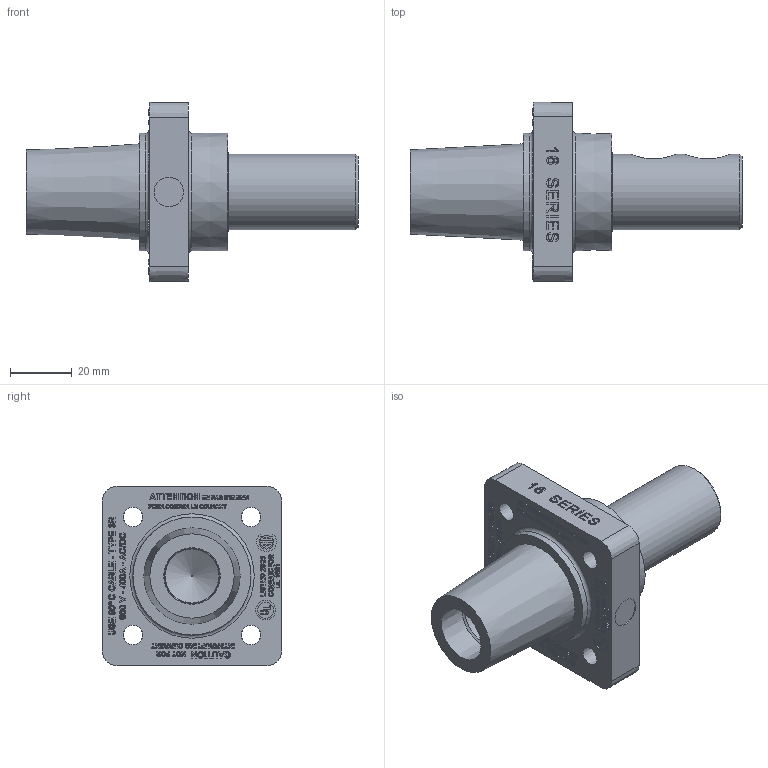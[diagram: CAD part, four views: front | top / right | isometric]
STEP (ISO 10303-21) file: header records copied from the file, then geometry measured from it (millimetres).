
FILE_DESCRIPTION (( 'STEP AP214' ), '1' );
FILE_NAME ('CATSTD-16R22-0UX-M01.STEP', '2021-06-14T14:45:42', ( '' ), ( '' ), 'SwSTEP 2.0', 'SolidWorks 2020', '' );
FILE_SCHEMA (( 'AUTOMOTIVE_DESIGN' ));
Length unit declared in the file: inch
Products named in the file (1): CATSTD-16R22-0UX-M01
Bounding box: 107.3 x 57.94 x 57.94 mm (x, y, z)
Volume: 84025.3 mm3; surface area: 22944.9 mm2
Topology: 1 solids, 2 shells, 1986 faces, 5289 edges, 3527 vertices
Faces by surface type: plane 1221, bspline 666, cylinder 71, cone 25, torus 3
Full cylindrical faces by diameter (mm): 0.508 x1, 1.016 x1, 1.905 x1, 3.969 x1, 4.039 x1, 5.174 x1, 6.325 x4, 6.35 x1, 7.408 x1, 9.525 x1, 11.509 x2, 16.662 x1, 17.462 x1, 24.384 x1, 25.4 x2, 25.527 x1
Entity records: 122431 total; most frequent: CARTESIAN_POINT 51808, ORIENTED_EDGE 10440, DIRECTION 6697, EDGE_CURVE 5220, LINE 3709, VECTOR 3709, VERTEX_POINT 3503, EDGE_LOOP 2265
